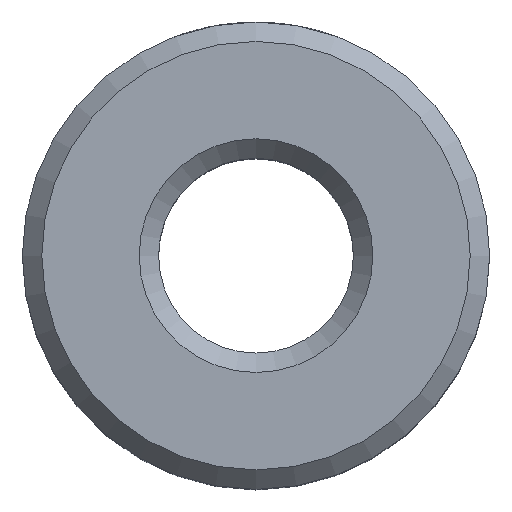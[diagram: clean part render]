
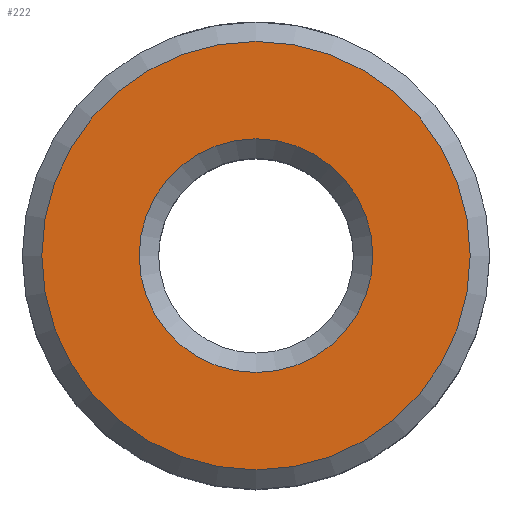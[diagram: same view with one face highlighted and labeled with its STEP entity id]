
A CAD part, top view. The second image highlights one B-rep face of the part: STEP entity #222.
In plain terms, the highlighted planar face has unit normal (0, 0, 1).
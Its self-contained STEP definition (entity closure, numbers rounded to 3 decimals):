
#222=ADVANCED_FACE('',(#2181,#2183),#2185,.T.);
#2181=FACE_BOUND('',#2182,.T.);
#2182=EDGE_LOOP('',(#2802));
#2183=FACE_BOUND('',#2184,.T.);
#2184=EDGE_LOOP('',(#2803));
#2185=PLANE('',#2186);
#2186=AXIS2_PLACEMENT_3D('',#2187,#2188,#2189);
#2187=CARTESIAN_POINT('',(0.,0.,10.));
#2188=DIRECTION('',(0.,0.,1.));
#2189=DIRECTION('',(-1.,0.,0.));
#2802=ORIENTED_EDGE('',*,*,#2864,.T.);
#2803=ORIENTED_EDGE('',*,*,#2863,.T.);
#2863=EDGE_CURVE('',#2945,#2945,#2946,.F.);
#2864=EDGE_CURVE('',#2947,#2947,#2948,.T.);
#2945=VERTEX_POINT('',#4772);
#2946=CIRCLE('',#4773,6.);
#2947=VERTEX_POINT('',#4777);
#2948=CIRCLE('',#4778,11.);
#4772=CARTESIAN_POINT('',(-6.,0.,10.));
#4773=AXIS2_PLACEMENT_3D('',#4774,#4775,#4776);
#4774=CARTESIAN_POINT('',(0.,0.,10.));
#4775=DIRECTION('',(0.,0.,1.));
#4776=DIRECTION('',(-1.,0.,0.));
#4777=CARTESIAN_POINT('',(-11.,0.,10.));
#4778=AXIS2_PLACEMENT_3D('',#4779,#4780,#4781);
#4779=CARTESIAN_POINT('',(0.,0.,10.));
#4780=DIRECTION('',(0.,0.,1.));
#4781=DIRECTION('',(-1.,0.,0.));
